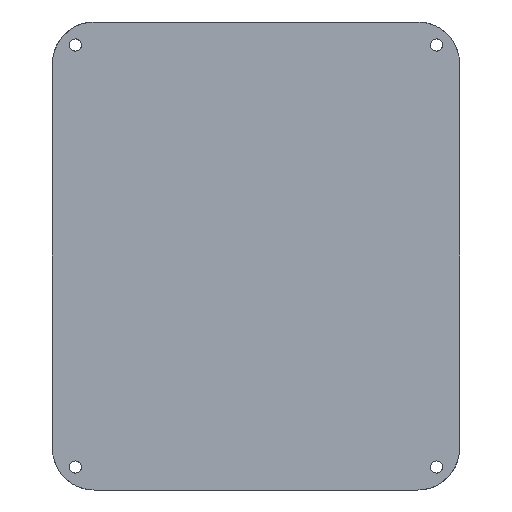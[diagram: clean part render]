
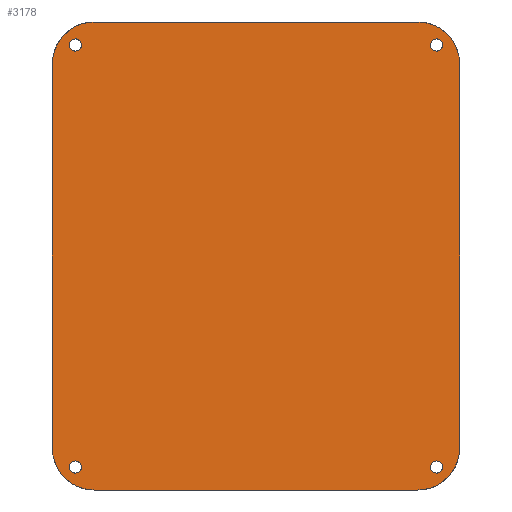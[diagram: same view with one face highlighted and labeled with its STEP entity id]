
A CAD part, front view. The second image highlights one B-rep face of the part: STEP entity #3178.
In plain terms, the highlighted planar face has unit normal (0, -0.999, 0.044).
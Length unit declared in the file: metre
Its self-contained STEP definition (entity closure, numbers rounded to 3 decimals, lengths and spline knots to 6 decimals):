
#156=LINE('',#4607,#492);
#157=LINE('',#4612,#493);
#158=LINE('',#4616,#494);
#159=LINE('',#4620,#495);
#492=VECTOR('',#3705,1.);
#493=VECTOR('',#3708,1.);
#494=VECTOR('',#3711,1.);
#495=VECTOR('',#3714,1.);
#828=ORIENTED_EDGE('',*,*,#1724,.F.);
#829=ORIENTED_EDGE('',*,*,#1725,.F.);
#830=ORIENTED_EDGE('',*,*,#1726,.F.);
#831=ORIENTED_EDGE('',*,*,#1727,.F.);
#832=ORIENTED_EDGE('',*,*,#1728,.F.);
#833=ORIENTED_EDGE('',*,*,#1729,.T.);
#834=ORIENTED_EDGE('',*,*,#1730,.T.);
#835=ORIENTED_EDGE('',*,*,#1731,.T.);
#836=ORIENTED_EDGE('',*,*,#1732,.T.);
#837=ORIENTED_EDGE('',*,*,#1733,.T.);
#838=ORIENTED_EDGE('',*,*,#1734,.F.);
#839=ORIENTED_EDGE('',*,*,#1735,.T.);
#1724=EDGE_CURVE('',#2172,#2172,#2484,.T.);
#1725=EDGE_CURVE('',#2173,#2173,#2485,.T.);
#1726=EDGE_CURVE('',#2174,#2174,#2486,.T.);
#1727=EDGE_CURVE('',#2175,#2175,#2487,.T.);
#1728=EDGE_CURVE('',#2176,#2177,#156,.T.);
#1729=EDGE_CURVE('',#2176,#2178,#2488,.T.);
#1730=EDGE_CURVE('',#2178,#2179,#157,.T.);
#1731=EDGE_CURVE('',#2179,#2180,#2489,.T.);
#1732=EDGE_CURVE('',#2180,#2181,#158,.T.);
#1733=EDGE_CURVE('',#2181,#2182,#2490,.T.);
#1734=EDGE_CURVE('',#2183,#2182,#159,.T.);
#1735=EDGE_CURVE('',#2183,#2177,#2491,.T.);
#2172=VERTEX_POINT('',#4600);
#2173=VERTEX_POINT('',#4602);
#2174=VERTEX_POINT('',#4604);
#2175=VERTEX_POINT('',#4606);
#2176=VERTEX_POINT('',#4608);
#2177=VERTEX_POINT('',#4609);
#2178=VERTEX_POINT('',#4611);
#2179=VERTEX_POINT('',#4613);
#2180=VERTEX_POINT('',#4615);
#2181=VERTEX_POINT('',#4617);
#2182=VERTEX_POINT('',#4619);
#2183=VERTEX_POINT('',#4621);
#2484=ELLIPSE('',#3411,0.001451,0.00145);
#2485=ELLIPSE('',#3412,0.001451,0.00145);
#2486=ELLIPSE('',#3413,0.001451,0.00145);
#2487=ELLIPSE('',#3414,0.001451,0.00145);
#2488=ELLIPSE('',#3415,0.01001,0.01);
#2489=ELLIPSE('',#3416,0.01001,0.01);
#2490=ELLIPSE('',#3417,0.01001,0.01);
#2491=ELLIPSE('',#3418,0.01001,0.01);
#2536=EDGE_LOOP('',(#828));
#2537=EDGE_LOOP('',(#829));
#2538=EDGE_LOOP('',(#830));
#2539=EDGE_LOOP('',(#831));
#2540=EDGE_LOOP('',(#832,#833,#834,#835,#836,#837,#838,#839));
#2802=FACE_BOUND('',#2536,.T.);
#2803=FACE_BOUND('',#2537,.T.);
#2804=FACE_BOUND('',#2538,.T.);
#2805=FACE_BOUND('',#2539,.T.);
#2806=FACE_BOUND('',#2540,.T.);
#3068=PLANE('',#3410);
#3178=ADVANCED_FACE('',(#2802,#2803,#2804,#2805,#2806),#3068,.T.);
#3410=AXIS2_PLACEMENT_3D('',#4598,#3695,#3696);
#3411=AXIS2_PLACEMENT_3D('',#4599,#3697,#3698);
#3412=AXIS2_PLACEMENT_3D('',#4601,#3699,#3700);
#3413=AXIS2_PLACEMENT_3D('',#4603,#3701,#3702);
#3414=AXIS2_PLACEMENT_3D('',#4605,#3703,#3704);
#3415=AXIS2_PLACEMENT_3D('',#4610,#3706,#3707);
#3416=AXIS2_PLACEMENT_3D('',#4614,#3709,#3710);
#3417=AXIS2_PLACEMENT_3D('',#4618,#3712,#3713);
#3418=AXIS2_PLACEMENT_3D('',#4622,#3715,#3716);
#3695=DIRECTION('',(0.,-0.999,0.044));
#3696=DIRECTION('',(0.,-0.044,-0.999));
#3697=DIRECTION('',(0.,-0.999,0.044));
#3698=DIRECTION('',(0.,0.044,0.999));
#3699=DIRECTION('',(0.,-0.999,0.044));
#3700=DIRECTION('',(0.,0.044,0.999));
#3701=DIRECTION('',(0.,-0.999,0.044));
#3702=DIRECTION('',(0.,0.044,0.999));
#3703=DIRECTION('',(0.,-0.999,0.044));
#3704=DIRECTION('',(0.,0.044,0.999));
#3705=DIRECTION('',(0.,0.044,0.999));
#3706=DIRECTION('',(0.,-0.999,0.044));
#3707=DIRECTION('',(0.,0.044,0.999));
#3708=DIRECTION('',(1.,0.,0.));
#3709=DIRECTION('',(0.,-0.999,0.044));
#3710=DIRECTION('',(0.,-0.044,-0.999));
#3711=DIRECTION('',(0.,0.044,0.999));
#3712=DIRECTION('',(0.,-0.999,0.044));
#3713=DIRECTION('',(0.,0.044,0.999));
#3714=DIRECTION('',(1.,0.,0.));
#3715=DIRECTION('',(0.,-0.999,0.044));
#3716=DIRECTION('',(0.,-0.044,-0.999));
#4598=CARTESIAN_POINT('',(0.,-0.015,0.056007));
#4599=CARTESIAN_POINT('',(-0.043221,-0.01524,0.050507));
#4600=CARTESIAN_POINT('',(-0.043221,-0.015177,0.051957));
#4601=CARTESIAN_POINT('',(0.043221,-0.01524,0.050507));
#4602=CARTESIAN_POINT('',(0.043221,-0.015177,0.051957));
#4603=CARTESIAN_POINT('',(0.043221,-0.01965,-0.050507));
#4604=CARTESIAN_POINT('',(0.043221,-0.019587,-0.049057));
#4605=CARTESIAN_POINT('',(-0.043221,-0.01965,-0.050507));
#4606=CARTESIAN_POINT('',(-0.043221,-0.019587,-0.049057));
#4607=CARTESIAN_POINT('',(-0.048721,-0.015,0.056007));
#4608=CARTESIAN_POINT('',(-0.048721,-0.019454,-0.046007));
#4609=CARTESIAN_POINT('',(-0.048721,-0.015437,0.046007));
#4610=CARTESIAN_POINT('',(-0.038721,-0.019454,-0.046007));
#4611=CARTESIAN_POINT('',(-0.038721,-0.019891,-0.056007));
#4612=CARTESIAN_POINT('',(0.,-0.019891,-0.056007));
#4613=CARTESIAN_POINT('',(0.038721,-0.019891,-0.056007));
#4614=CARTESIAN_POINT('',(0.038721,-0.019454,-0.046007));
#4615=CARTESIAN_POINT('',(0.048721,-0.019454,-0.046007));
#4616=CARTESIAN_POINT('',(0.048721,-0.015,0.056007));
#4617=CARTESIAN_POINT('',(0.048721,-0.015437,0.046007));
#4618=CARTESIAN_POINT('',(0.038721,-0.015437,0.046007));
#4619=CARTESIAN_POINT('',(0.038721,-0.015,0.056007));
#4620=CARTESIAN_POINT('',(0.,-0.015,0.056007));
#4621=CARTESIAN_POINT('',(-0.038721,-0.015,0.056007));
#4622=CARTESIAN_POINT('',(-0.038721,-0.015437,0.046007));
